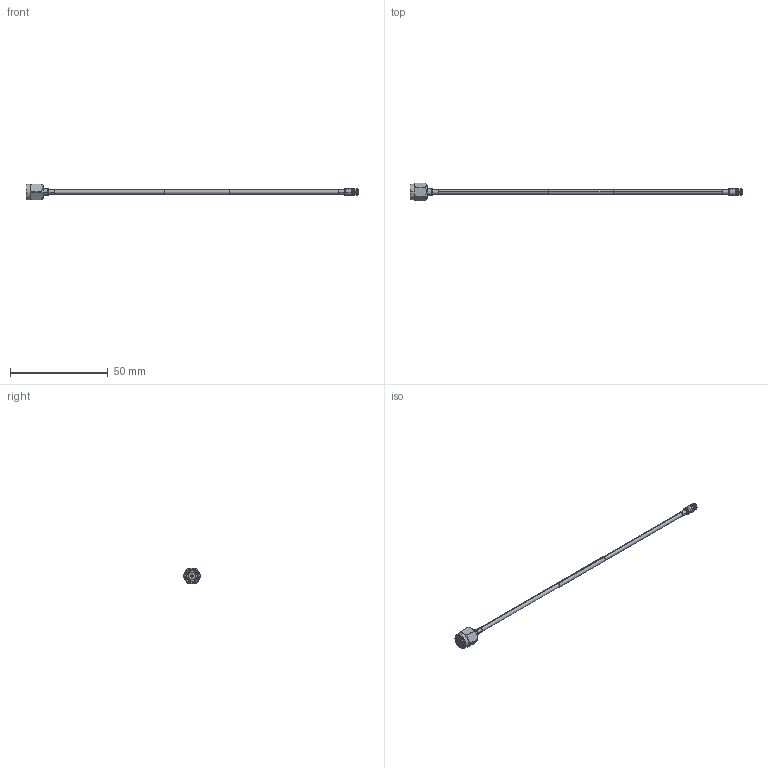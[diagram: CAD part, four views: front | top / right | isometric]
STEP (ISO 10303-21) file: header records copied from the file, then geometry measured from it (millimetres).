
FILE_DESCRIPTION (( 'STEP AP214' ), '1' );
FILE_NAME ('FMC01052_3D.step', '2023-03-06T20:09:26', ( '' ), ( '' ), 'SwSTEP 2.0', 'SolidWorks 2022', '' );
FILE_SCHEMA (( 'AUTOMOTIVE_DESIGN' ));
Length unit declared in the file: inch
Products named in the file (6): SC5152; FMC01052_3D; Copy of heat shrink conn 1^FMC01052_conn 1; Copy of heat shrink conn 2^FMC01052_conn 1; SC3020; FM-SR086ALTN^FMC01052
Assembly tree (5 placements, depth 2):
  FMC01052_3D
    FM-SR086ALTN^FMC01052
    SC3020
    SC5152
    Copy of heat shrink conn 1^FMC01052_conn 1
    Copy of heat shrink conn 2^FMC01052_conn 1
Bounding box: 169.62 x 9.12 x 7.94 mm (x, y, z)
Volume: 1027.1 mm3; surface area: 2430.2 mm2
Topology: 6 solids, 6 shells, 248 faces, 597 edges, 372 vertices
Faces by surface type: cylinder 101, plane 65, cone 59, torus 20, bspline 3
Entity records: 8688 total; most frequent: CARTESIAN_POINT 2418, DIRECTION 1267, ORIENTED_EDGE 1186, EDGE_CURVE 593, AXIS2_PLACEMENT_3D 525, VERTEX_POINT 372, CIRCLE 272, EDGE_LOOP 271
